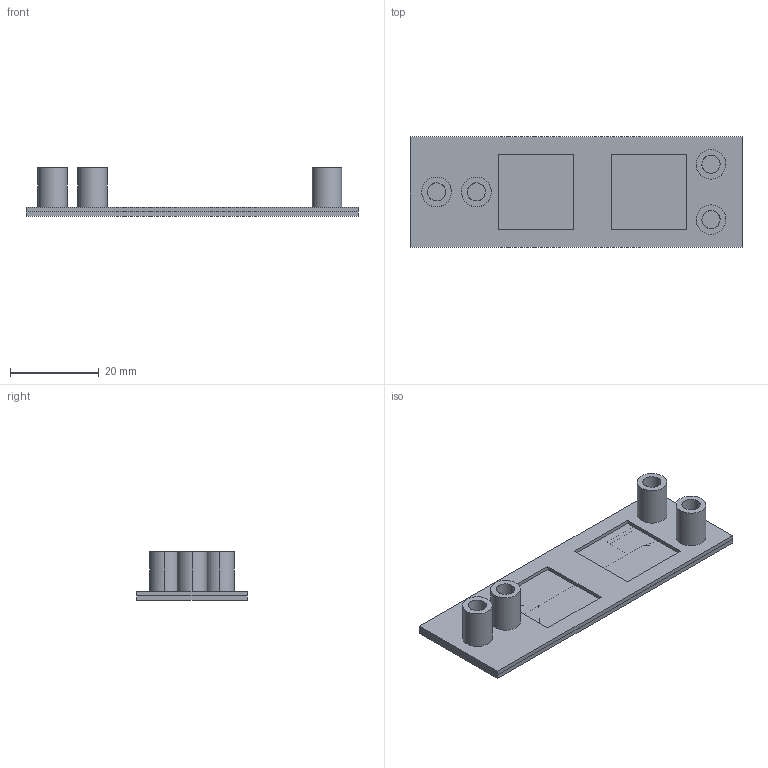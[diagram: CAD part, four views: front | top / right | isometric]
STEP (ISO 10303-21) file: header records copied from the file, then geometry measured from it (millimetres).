
FILE_DESCRIPTION(/* description */ (''),/* implementation_level */ '2;1');
FILE_NAME(/* name */ 'TOP_CO~1',/* time_stamp */ '2019-02-10T17:41:42+08:00',/* author */ (''),/* organization */ (''),/* preprocessor_version */ 'ST-DEVELOPER v15',/* originating_system */ '',/* authorisation */ '');
FILE_SCHEMA (('AUTOMOTIVE_DESIGN'));
Length unit declared in the file: millimetre
Products named in the file (1): Document
Bounding box: 75 x 25 x 11.01 mm (x, y, z)
Volume: 4030.8 mm3; surface area: 12839 mm2
Topology: 6 solids, 6 shells, 140 faces, 366 edges, 244 vertices
Faces by surface type: bspline 86, plane 54
Entity records: 4041 total; most frequent: CARTESIAN_POINT 1888, ORIENTED_EDGE 732, EDGE_CURVE 366, VERTEX_POINT 244, EDGE_LOOP 160, ADVANCED_FACE 140, FACE_OUTER_BOUND 140, B_SPLINE_CURVE_WITH_KNOTS 108
